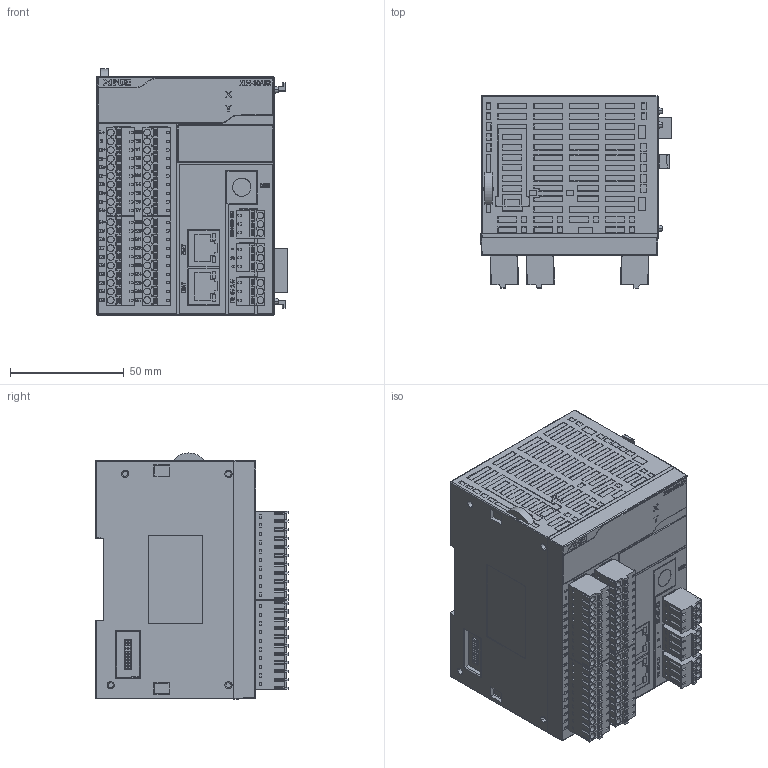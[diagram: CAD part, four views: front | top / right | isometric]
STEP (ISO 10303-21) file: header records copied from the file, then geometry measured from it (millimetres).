
FILE_DESCRIPTION(/* description */ (''),/* implementation_level */ '2;1');
FILE_NAME(/* name */ 'XLH-30~2',/* time_stamp */ '2022-08-22T15:34:55+08:00',/* author */ (''),/* organization */ (''),/* preprocessor_version */ 'ST-DEVELOPER v16.5',/* originating_system */ '',/* authorisation */ '');
FILE_SCHEMA (('CONFIG_CONTROL_DESIGN'));
Products named in the file (1): Document
Bounding box: 83.76 x 84.5 x 108.28 mm (x, y, z)
Volume: 580007.1 mm3; surface area: 74727.4 mm2
Topology: 1 solids, 158 shells, 4748 faces, 30755 edges, 26593 vertices
Faces by surface type: plane 4223, cylinder 373, bspline 152
Entity records: 259180 total; most frequent: CARTESIAN_POINT 99549, ORIENTED_EDGE 42784, EDGE_CURVE 30750, B_SPLINE_CURVE_WITH_KNOTS 29948, VERTEX_POINT 26593, EDGE_LOOP 5272, ADVANCED_FACE 4748, FACE_OUTER_BOUND 4748
